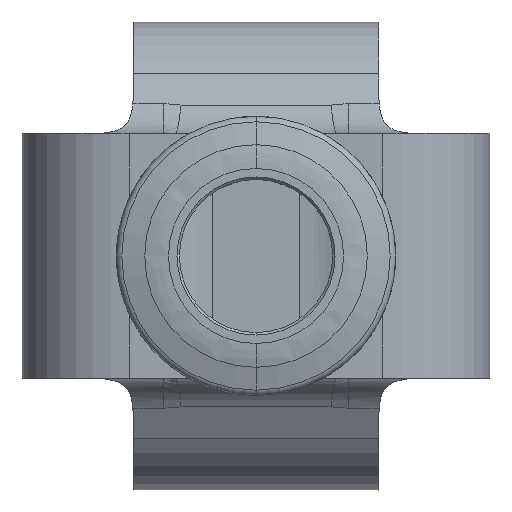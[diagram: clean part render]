
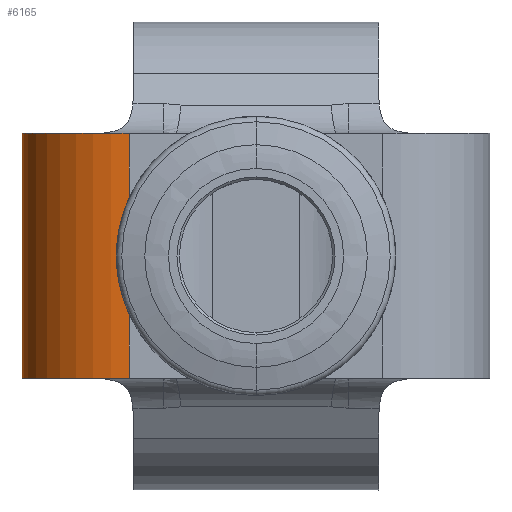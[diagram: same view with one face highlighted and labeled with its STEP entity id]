
A CAD part, front view. The second image highlights one B-rep face of the part: STEP entity #6165.
In plain terms, the highlighted cylindrical face has radius 11.113 mm (diameter 22.225 mm), a partial arc.
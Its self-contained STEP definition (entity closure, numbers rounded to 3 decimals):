
#102 = FACE_OUTER_BOUND ( 'NONE', #418, .T. ) ;
#298 = LINE ( 'NONE', #3546, #407 ) ;
#407 = VECTOR ( 'NONE', #3540, 1000. ) ;
#418 = EDGE_LOOP ( 'NONE', ( #3264, #3175, #3093, #3092, #3083, #3003, #3002 ) ) ;
#725 = AXIS2_PLACEMENT_3D ( 'NONE', #5672, #3958, #4074 ) ;
#809 = CARTESIAN_POINT ( 'NONE',  ( -42.884, -34.114, 7.43 ) ) ;
#900 = CIRCLE ( 'NONE', #5616, 11.113 ) ;
#1304 = LINE ( 'NONE', #3626, #6940 ) ;
#1573 = CARTESIAN_POINT ( 'NONE',  ( -42.884, -34.114, 0.795 ) ) ;
#1584 = VECTOR ( 'NONE', #3946, 1000. ) ;
#1734 = AXIS2_PLACEMENT_3D ( 'NONE', #4590, #4582, #4580 ) ;
#2260 = VERTEX_POINT ( 'NONE', #4245 ) ;
#2414 = LINE ( 'NONE', #3941, #1584 ) ;
#2753 = CYLINDRICAL_SURFACE ( 'NONE', #725, 11.113 ) ;
#3002 = ORIENTED_EDGE ( 'NONE', *, *, #3712, .F. ) ;
#3003 = ORIENTED_EDGE ( 'NONE', *, *, #3702, .T. ) ;
#3074 = VERTEX_POINT ( 'NONE', #1573 ) ;
#3083 = ORIENTED_EDGE ( 'NONE', *, *, #3655, .T. ) ;
#3092 = ORIENTED_EDGE ( 'NONE', *, *, #3565, .T. ) ;
#3093 = ORIENTED_EDGE ( 'NONE', *, *, #3526, .T. ) ;
#3175 = ORIENTED_EDGE ( 'NONE', *, *, #3482, .T. ) ;
#3221 = VERTEX_POINT ( 'NONE', #6591 ) ;
#3264 = ORIENTED_EDGE ( 'NONE', *, *, #3469, .F. ) ;
#3469 = EDGE_CURVE ( 'NONE', #6831, #6842, #900, .T. ) ;
#3482 = EDGE_CURVE ( 'NONE', #6831, #3507, #6567, .T. ) ;
#3507 = VERTEX_POINT ( 'NONE', #4772 ) ;
#3526 = EDGE_CURVE ( 'NONE', #3507, #3586, #6082, .T. ) ;
#3540 = DIRECTION ( 'NONE',  ( 0., 0., -1. ) ) ;
#3546 = CARTESIAN_POINT ( 'NONE',  ( -42.884, -34.114, 7.43 ) ) ;
#3565 = EDGE_CURVE ( 'NONE', #3586, #2260, #4974, .T. ) ;
#3586 = VERTEX_POINT ( 'NONE', #4383 ) ;
#3614 = DIRECTION ( 'NONE',  ( 0., 0., 1. ) ) ;
#3626 = CARTESIAN_POINT ( 'NONE',  ( -42.884, -34.114, -17.974 ) ) ;
#3655 = EDGE_CURVE ( 'NONE', #2260, #3074, #2414, .T. ) ;
#3702 = EDGE_CURVE ( 'NONE', #3074, #3221, #1304, .T. ) ;
#3712 = EDGE_CURVE ( 'NONE', #6842, #3221, #298, .T. ) ;
#3941 = CARTESIAN_POINT ( 'NONE',  ( -42.884, -34.114, -17.974 ) ) ;
#3946 = DIRECTION ( 'NONE',  ( 0., 0., 1. ) ) ;
#3958 = DIRECTION ( 'NONE',  ( 0., 0., -1. ) ) ;
#4025 = CARTESIAN_POINT ( 'NONE',  ( -53.997, -23.001, 7.43 ) ) ;
#4074 = DIRECTION ( 'NONE',  ( -1., 0., 0. ) ) ;
#4245 = CARTESIAN_POINT ( 'NONE',  ( -42.884, -34.114, -11.343 ) ) ;
#4383 = CARTESIAN_POINT ( 'NONE',  ( -42.884, -34.114, -17.97 ) ) ;
#4426 = CARTESIAN_POINT ( 'NONE',  ( -42.884, -34.114, -17.974 ) ) ;
#4448 = DIRECTION ( 'NONE',  ( 0., 0., 1. ) ) ;
#4580 = DIRECTION ( 'NONE',  ( 1., 0., 0. ) ) ;
#4582 = DIRECTION ( 'NONE',  ( 0., 0., 1. ) ) ;
#4590 = CARTESIAN_POINT ( 'NONE',  ( -42.884, -23.001, -17.97 ) ) ;
#4772 = CARTESIAN_POINT ( 'NONE',  ( -53.997, -23.001, -17.97 ) ) ;
#4796 = DIRECTION ( 'NONE',  ( 0., 0., -1. ) ) ;
#4798 = CARTESIAN_POINT ( 'NONE',  ( -53.997, -23.001, 7.43 ) ) ;
#4974 = LINE ( 'NONE', #4426, #5055 ) ;
#5012 = DIRECTION ( 'NONE',  ( 1., 0., 0. ) ) ;
#5016 = DIRECTION ( 'NONE',  ( 0., 0., 1. ) ) ;
#5021 = CARTESIAN_POINT ( 'NONE',  ( -42.884, -23.001, 7.43 ) ) ;
#5055 = VECTOR ( 'NONE', #4448, 1000. ) ;
#5616 = AXIS2_PLACEMENT_3D ( 'NONE', #5021, #5016, #5012 ) ;
#5672 = CARTESIAN_POINT ( 'NONE',  ( -42.884, -23.001, 7.43 ) ) ;
#6082 = CIRCLE ( 'NONE', #1734, 11.113 ) ;
#6165 = ADVANCED_FACE ( 'NONE', ( #102 ), #2753, .T. ) ;
#6567 = LINE ( 'NONE', #4798, #6931 ) ;
#6591 = CARTESIAN_POINT ( 'NONE',  ( -42.884, -34.114, 7.426 ) ) ;
#6831 = VERTEX_POINT ( 'NONE', #4025 ) ;
#6842 = VERTEX_POINT ( 'NONE', #809 ) ;
#6931 = VECTOR ( 'NONE', #4796, 1000. ) ;
#6940 = VECTOR ( 'NONE', #3614, 1000. ) ;
